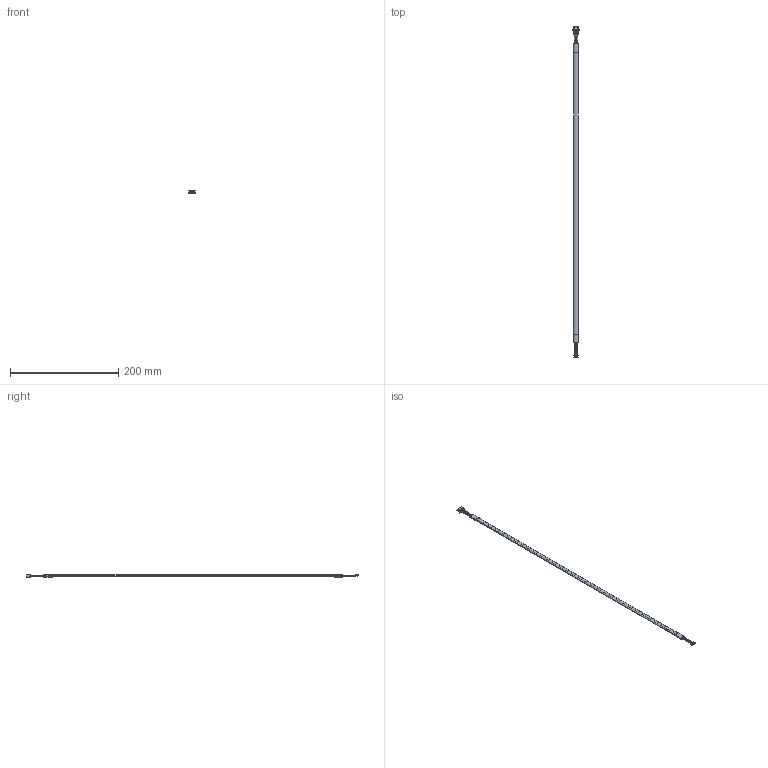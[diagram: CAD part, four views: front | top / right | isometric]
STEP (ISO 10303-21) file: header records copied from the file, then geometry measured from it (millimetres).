
FILE_DESCRIPTION (( 'STEP AP214' ), '1' );
FILE_NAME ('2196-B.STEP', '2016-05-18T14:33:08', ( '' ), ( '' ), 'SwSTEP 2.0', 'SolidWorks 2015', '' );
FILE_SCHEMA (( 'AUTOMOTIVE_DESIGN' ));
Length unit declared in the file: millimetre
Products named in the file (4): XHP-4; ZHR-4; 2196-cable; 2196-B
Assembly tree (3 placements, depth 2):
  2196-B
    2196-cable
    ZHR-4
    XHP-4
Bounding box: 12.3 x 612.3 x 5.7 mm (x, y, z)
Volume: 4915.9 mm3; surface area: 29764.8 mm2
Topology: 9 solids, 9 shells, 266 faces, 692 edges, 456 vertices
Faces by surface type: plane 230, bspline 20, cylinder 16
Entity records: 11803 total; most frequent: CARTESIAN_POINT 3096, ORIENTED_EDGE 1384, DIRECTION 1180, EDGE_CURVE 692, VECTOR 612, LINE 612, VERTEX_POINT 456, AXIS2_PLACEMENT_3D 284
